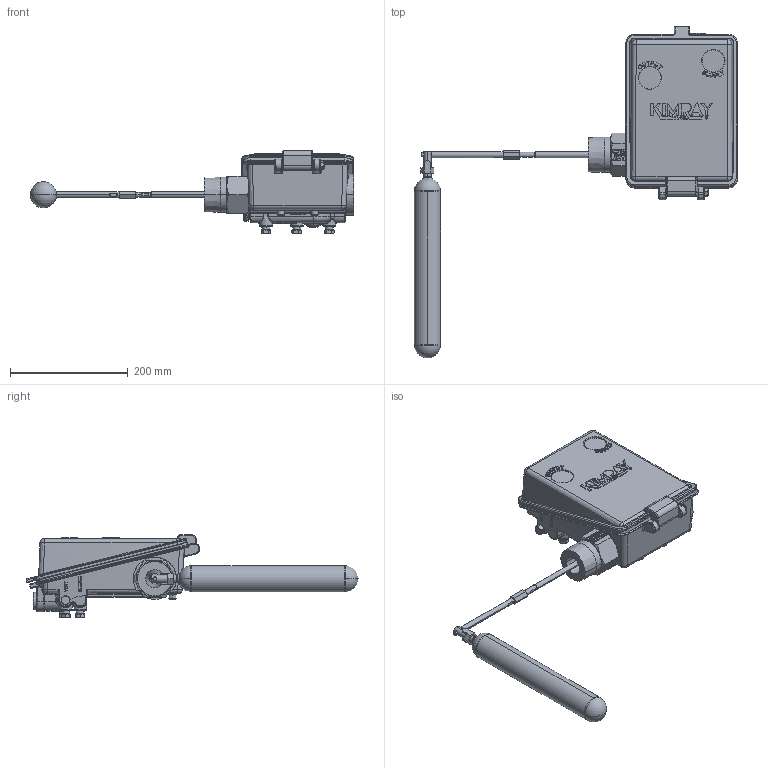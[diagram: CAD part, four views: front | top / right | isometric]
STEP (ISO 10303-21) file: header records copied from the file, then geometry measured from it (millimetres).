
FILE_DESCRIPTION (( 'STEP AP214' ), '1' );
FILE_NAME ('FPC2S4R6AC-CMKS6F.step', '2022-12-14T15:19:10', ( '' ), ( '' ), 'SwSTEP 2.0', 'SolidWorks 2019', '' );
FILE_SCHEMA (( 'AUTOMOTIVE_DESIGN' ));
Length unit declared in the file: inch
Products named in the file (1): FPC2S4R6AC-CMKS6F
Bounding box: 549.65 x 564.4 x 140.27 mm (x, y, z)
Volume: 4974678.3 mm3; surface area: 281238.4 mm2
Topology: 2 solids, 2 shells, 2170 faces, 5539 edges, 3476 vertices
Faces by surface type: plane 1115, bspline 477, cylinder 324, cone 115, torus 74, sphere 65
Entity records: 98218 total; most frequent: CARTESIAN_POINT 39280, ORIENTED_EDGE 11010, DIRECTION 8606, EDGE_CURVE 5505, VERTEX_POINT 3472, VECTOR 3142, LINE 3142, AXIS2_PLACEMENT_3D 2732
